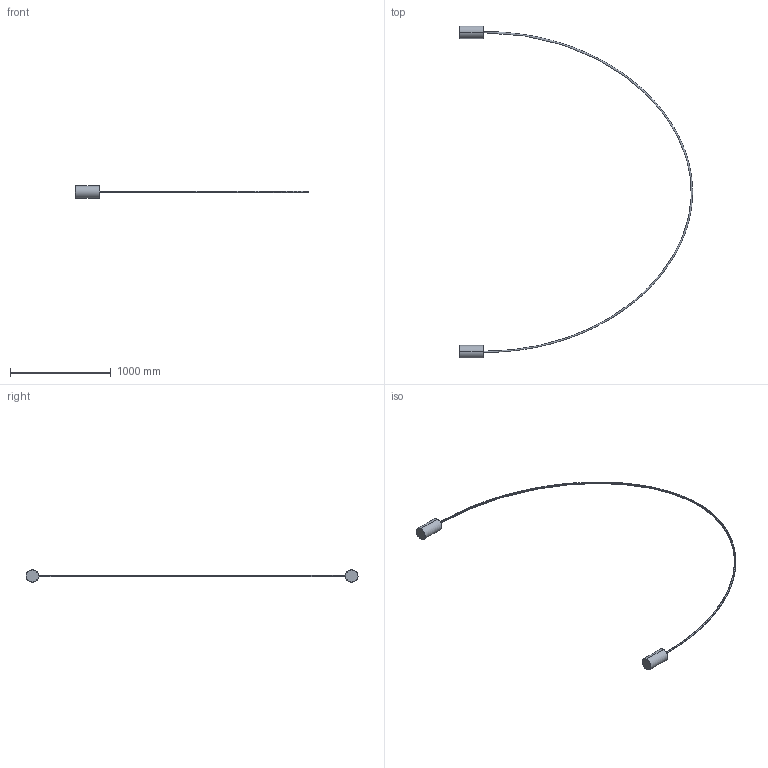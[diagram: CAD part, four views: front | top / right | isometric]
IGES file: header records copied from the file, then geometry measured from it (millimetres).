
Start section: SolidWorks IGES file using analytic representation for surfaces
Global section: file name: POLEF2 - Pole 02 Floor to Floor - 5 Sections.igs; native system: SolidWorks 2015; preprocessor: SolidWorks 2015; author: Design; date: 190925.140345; units: inch
Bounding box: 2317.1 x 3300 x 125 mm (x, y, z)
Volume: 6639415 mm3; surface area: 484277 mm2
Topology: 1 solids, 1 shells, 20 faces, 40 edges, 24 vertices
Faces by surface type: revolution 12, bspline 4, plane 4
